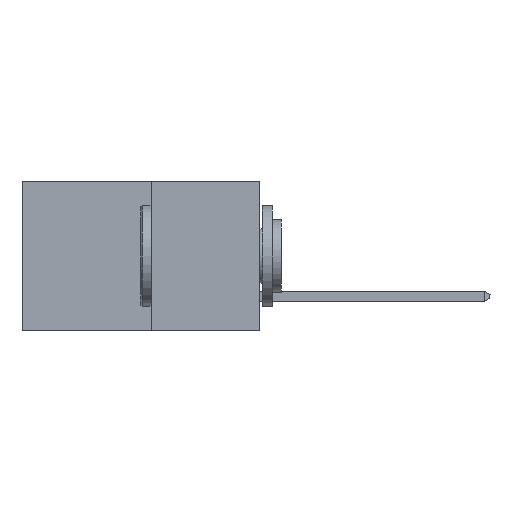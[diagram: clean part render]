
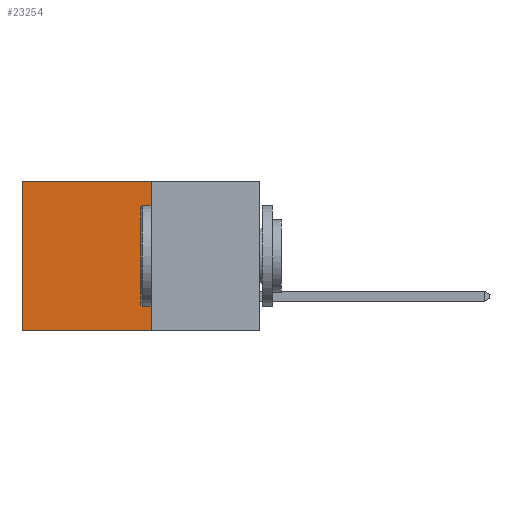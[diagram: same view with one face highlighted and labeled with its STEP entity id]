
A CAD part, left-side view. The second image highlights one B-rep face of the part: STEP entity #23254.
In plain terms, the highlighted planar face has unit normal (-1, 0, 0).
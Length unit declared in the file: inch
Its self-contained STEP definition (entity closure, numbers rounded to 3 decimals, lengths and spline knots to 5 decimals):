
#870 = CARTESIAN_POINT ( 'NONE',  ( 0.277, 0.27, 0. ) ) ;
#1430 = EDGE_LOOP ( 'NONE', ( #18580, #3003, #7513, #12099 ) ) ;
#3003 = ORIENTED_EDGE ( 'NONE', *, *, #24928, .F. ) ;
#3488 = CARTESIAN_POINT ( 'NONE',  ( 0.277, 0.27, -0.37 ) ) ;
#6056 = DIRECTION ( 'NONE',  ( 0., 0., -1. ) ) ;
#6697 = VECTOR ( 'NONE', #15608, 39.37008 ) ;
#7513 = ORIENTED_EDGE ( 'NONE', *, *, #20373, .F. ) ;
#8022 = LINE ( 'NONE', #3488, #27531 ) ;
#8267 = LINE ( 'NONE', #20751, #6697 ) ;
#8356 = VERTEX_POINT ( 'NONE', #10388 ) ;
#9681 = CARTESIAN_POINT ( 'NONE',  ( 0.277, 0.27, 0. ) ) ;
#10388 = CARTESIAN_POINT ( 'NONE',  ( 0.277, 0.27, -0.37 ) ) ;
#11463 = VECTOR ( 'NONE', #24963, 39.37008 ) ;
#12099 = ORIENTED_EDGE ( 'NONE', *, *, #32799, .T. ) ;
#12745 = DIRECTION ( 'NONE',  ( 1., 0., 0. ) ) ;
#14047 = VERTEX_POINT ( 'NONE', #870 ) ;
#14407 = DIRECTION ( 'NONE',  ( 0., 1., 0. ) ) ;
#14516 = CARTESIAN_POINT ( 'NONE',  ( 0.277, 0.59, 0. ) ) ;
#15203 = CARTESIAN_POINT ( 'NONE',  ( 0.277, 0.27, -0.37 ) ) ;
#15608 = DIRECTION ( 'NONE',  ( 0., 0., -1. ) ) ;
#16402 = VERTEX_POINT ( 'NONE', #29409 ) ;
#17489 = FACE_OUTER_BOUND ( 'NONE', #1430, .T. ) ;
#18278 = LINE ( 'NONE', #9681, #11463 ) ;
#18580 = ORIENTED_EDGE ( 'NONE', *, *, #23937, .T. ) ;
#20373 = EDGE_CURVE ( 'NONE', #14047, #8356, #8022, .T. ) ;
#20751 = CARTESIAN_POINT ( 'NONE',  ( 0.277, 0.59, -0.37 ) ) ;
#22894 = PLANE ( 'NONE',  #31393 ) ;
#23254 = ADVANCED_FACE ( 'NONE', ( #17489 ), #22894, .F. ) ;
#23937 = EDGE_CURVE ( 'NONE', #32280, #16402, #8267, .T. ) ;
#24928 = EDGE_CURVE ( 'NONE', #8356, #16402, #28897, .T. ) ;
#24963 = DIRECTION ( 'NONE',  ( 0., 1., 0. ) ) ;
#27531 = VECTOR ( 'NONE', #6056, 39.37008 ) ;
#28102 = VECTOR ( 'NONE', #14407, 39.37008 ) ;
#28897 = LINE ( 'NONE', #32116, #28102 ) ;
#29409 = CARTESIAN_POINT ( 'NONE',  ( 0.277, 0.59, -0.37 ) ) ;
#30481 = DIRECTION ( 'NONE',  ( 0., 0., -1. ) ) ;
#31393 = AXIS2_PLACEMENT_3D ( 'NONE', #15203, #12745, #30481 ) ;
#32116 = CARTESIAN_POINT ( 'NONE',  ( 0.277, 0.27, -0.37 ) ) ;
#32280 = VERTEX_POINT ( 'NONE', #14516 ) ;
#32799 = EDGE_CURVE ( 'NONE', #14047, #32280, #18278, .T. ) ;
